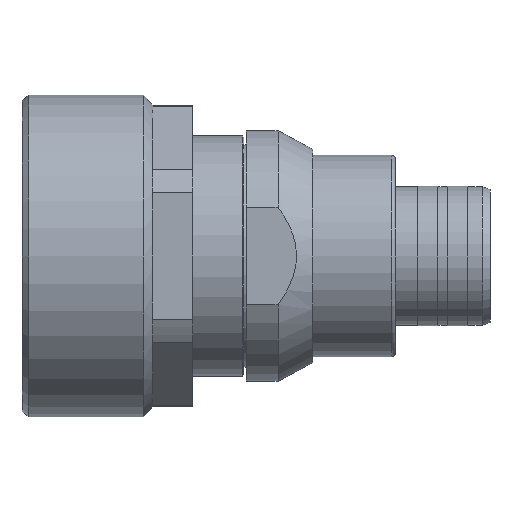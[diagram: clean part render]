
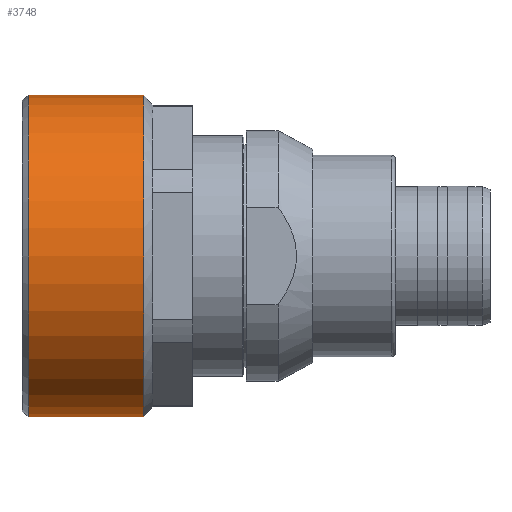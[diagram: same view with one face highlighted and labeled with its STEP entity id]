
A CAD part, front view. The second image highlights one B-rep face of the part: STEP entity #3748.
In plain terms, the highlighted cylindrical face has radius 16.002 mm (diameter 32.004 mm), a partial arc.
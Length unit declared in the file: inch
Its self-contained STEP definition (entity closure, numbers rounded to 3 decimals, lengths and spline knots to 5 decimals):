
#56 = ORIENTED_EDGE ( 'NONE', *, *, #3499, .T. ) ;
#78 = VERTEX_POINT ( 'NONE', #1808 ) ;
#196 = DIRECTION ( 'NONE',  ( 0., 0., -1. ) ) ;
#379 = AXIS2_PLACEMENT_3D ( 'NONE', #3490, #3161, #3903 ) ;
#489 = ORIENTED_EDGE ( 'NONE', *, *, #2927, .F. ) ;
#704 = ORIENTED_EDGE ( 'NONE', *, *, #4348, .F. ) ;
#867 = AXIS2_PLACEMENT_3D ( 'NONE', #948, #1631, #4342 ) ;
#948 = CARTESIAN_POINT ( 'NONE',  ( -1.383, 0., 0. ) ) ;
#1087 = CARTESIAN_POINT ( 'NONE',  ( -1.43768, 0., 0. ) ) ;
#1096 = CIRCLE ( 'NONE', #1238, 0.63 ) ;
#1214 = LINE ( 'NONE', #1526, #2156 ) ;
#1238 = AXIS2_PLACEMENT_3D ( 'NONE', #1087, #3857, #196 ) ;
#1312 = CARTESIAN_POINT ( 'NONE',  ( -0.98657, 0., 0.63 ) ) ;
#1397 = VECTOR ( 'NONE', #4038, 39.37008 ) ;
#1526 = CARTESIAN_POINT ( 'NONE',  ( -1.383, 0., 0.63 ) ) ;
#1631 = DIRECTION ( 'NONE',  ( 1., 0., 0. ) ) ;
#1654 = VERTEX_POINT ( 'NONE', #2135 ) ;
#1808 = CARTESIAN_POINT ( 'NONE',  ( -1.43768, 0., 0.63 ) ) ;
#2120 = VERTEX_POINT ( 'NONE', #3841 ) ;
#2135 = CARTESIAN_POINT ( 'NONE',  ( -0.98657, 0., -0.63 ) ) ;
#2156 = VECTOR ( 'NONE', #3962, 39.37008 ) ;
#2324 = EDGE_LOOP ( 'NONE', ( #704, #2532, #56, #489 ) ) ;
#2532 = ORIENTED_EDGE ( 'NONE', *, *, #2553, .T. ) ;
#2553 = EDGE_CURVE ( 'NONE', #78, #2120, #1096, .T. ) ;
#2927 = EDGE_CURVE ( 'NONE', #3463, #1654, #3524, .T. ) ;
#3067 = CYLINDRICAL_SURFACE ( 'NONE', #867, 0.63 ) ;
#3161 = DIRECTION ( 'NONE',  ( 1., 0., 0. ) ) ;
#3319 = FACE_OUTER_BOUND ( 'NONE', #2324, .T. ) ;
#3349 = LINE ( 'NONE', #4334, #1397 ) ;
#3463 = VERTEX_POINT ( 'NONE', #1312 ) ;
#3490 = CARTESIAN_POINT ( 'NONE',  ( -0.98657, 0., 0. ) ) ;
#3499 = EDGE_CURVE ( 'NONE', #2120, #1654, #3349, .T. ) ;
#3524 = CIRCLE ( 'NONE', #379, 0.63 ) ;
#3748 = ADVANCED_FACE ( 'NONE', ( #3319 ), #3067, .T. ) ;
#3841 = CARTESIAN_POINT ( 'NONE',  ( -1.43768, 0., -0.63 ) ) ;
#3857 = DIRECTION ( 'NONE',  ( 1., 0., 0. ) ) ;
#3903 = DIRECTION ( 'NONE',  ( 0., 0., -1. ) ) ;
#3962 = DIRECTION ( 'NONE',  ( 1., 0., 0. ) ) ;
#4038 = DIRECTION ( 'NONE',  ( 1., 0., 0. ) ) ;
#4334 = CARTESIAN_POINT ( 'NONE',  ( -1.383, 0., -0.63 ) ) ;
#4342 = DIRECTION ( 'NONE',  ( 0., 0., -1. ) ) ;
#4348 = EDGE_CURVE ( 'NONE', #78, #3463, #1214, .T. ) ;
